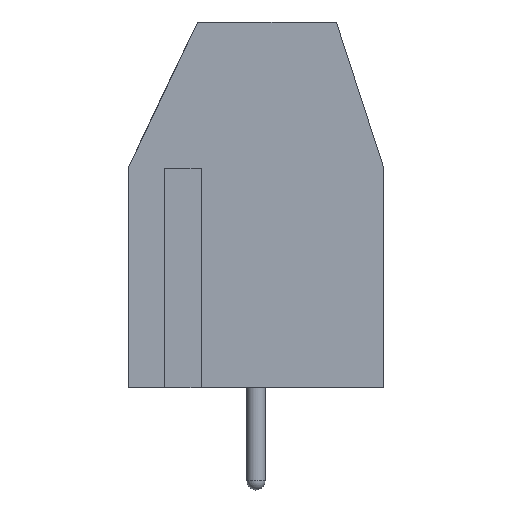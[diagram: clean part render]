
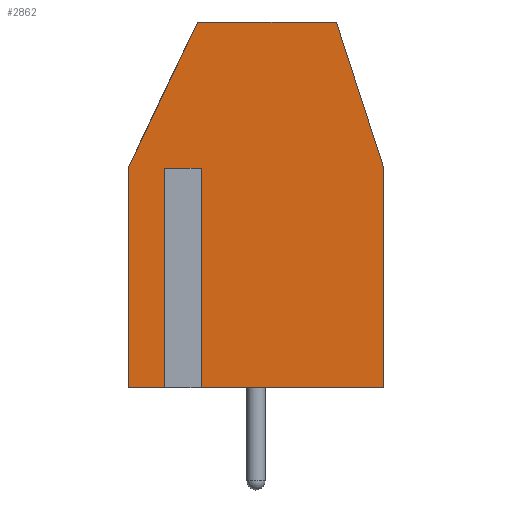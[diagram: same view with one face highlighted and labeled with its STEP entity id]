
A CAD part, left-side view. The second image highlights one B-rep face of the part: STEP entity #2862.
In plain terms, the highlighted planar face has unit normal (-1, 0, 0).
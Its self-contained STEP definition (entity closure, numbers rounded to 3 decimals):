
#194=FACE_OUTER_BOUND('',#363,.T.);
#363=EDGE_LOOP('',(#1870,#1871,#1872,#1873,#1874,#1875));
#541=LINE('',#4131,#850);
#542=LINE('',#4133,#851);
#543=LINE('',#4135,#852);
#544=LINE('',#4137,#853);
#545=LINE('',#4139,#854);
#546=LINE('',#4140,#855);
#850=VECTOR('',#3315,10.);
#851=VECTOR('',#3316,10.);
#852=VECTOR('',#3317,10.);
#853=VECTOR('',#3318,10.);
#854=VECTOR('',#3319,10.);
#855=VECTOR('',#3320,10.);
#1159=VERTEX_POINT('',#4129);
#1160=VERTEX_POINT('',#4130);
#1161=VERTEX_POINT('',#4132);
#1162=VERTEX_POINT('',#4134);
#1163=VERTEX_POINT('',#4136);
#1164=VERTEX_POINT('',#4138);
#1441=EDGE_CURVE('',#1159,#1160,#541,.T.);
#1442=EDGE_CURVE('',#1161,#1159,#542,.T.);
#1443=EDGE_CURVE('',#1161,#1162,#543,.T.);
#1444=EDGE_CURVE('',#1163,#1162,#544,.T.);
#1445=EDGE_CURVE('',#1164,#1163,#545,.T.);
#1446=EDGE_CURVE('',#1160,#1164,#546,.T.);
#1870=ORIENTED_EDGE('',*,*,#1441,.F.);
#1871=ORIENTED_EDGE('',*,*,#1442,.F.);
#1872=ORIENTED_EDGE('',*,*,#1443,.T.);
#1873=ORIENTED_EDGE('',*,*,#1444,.F.);
#1874=ORIENTED_EDGE('',*,*,#1445,.F.);
#1875=ORIENTED_EDGE('',*,*,#1446,.F.);
#2725=PLANE('',#3055);
#2862=ADVANCED_FACE('',(#194),#2725,.F.);
#3055=AXIS2_PLACEMENT_3D('',#4128,#3313,#3314);
#3313=DIRECTION('center_axis',(1.,0.,0.));
#3314=DIRECTION('ref_axis',(0.,0.,-1.));
#3315=DIRECTION('',(0.,0.,-1.));
#3316=DIRECTION('',(0.,-0.309,-0.951));
#3317=DIRECTION('',(0.,1.,0.));
#3318=DIRECTION('',(0.,-0.429,0.903));
#3319=DIRECTION('',(0.,0.,1.));
#3320=DIRECTION('',(0.,1.,0.));
#4128=CARTESIAN_POINT('Origin',(5.,0.,6.));
#4129=CARTESIAN_POINT('',(5.,0.,6.));
#4130=CARTESIAN_POINT('',(5.,0.,0.));
#4131=CARTESIAN_POINT('',(5.,0.,7.));
#4132=CARTESIAN_POINT('',(5.,1.3,10.));
#4133=CARTESIAN_POINT('',(5.,0.325,7.));
#4134=CARTESIAN_POINT('',(5.,5.1,10.));
#4135=CARTESIAN_POINT('',(5.,1.675,10.));
#4136=CARTESIAN_POINT('',(5.,7.,6.));
#4137=CARTESIAN_POINT('',(5.,5.881,8.356));
#4138=CARTESIAN_POINT('',(5.,7.,0.));
#4139=CARTESIAN_POINT('',(5.,7.,7.));
#4140=CARTESIAN_POINT('',(5.,0.,0.));
